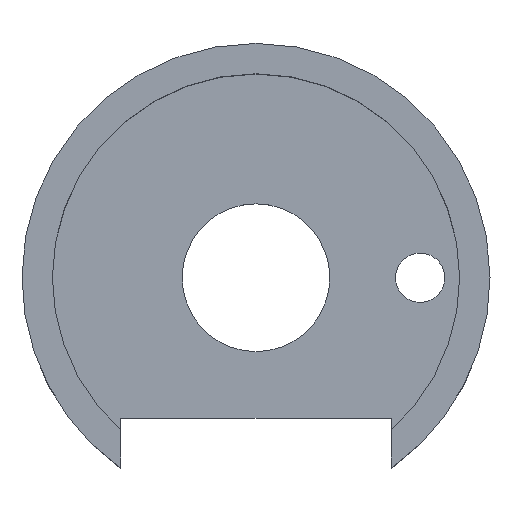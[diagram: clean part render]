
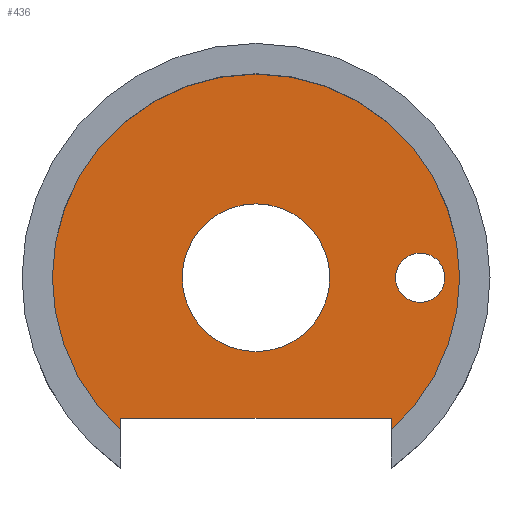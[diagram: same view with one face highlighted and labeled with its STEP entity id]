
A CAD part, top view. The second image highlights one B-rep face of the part: STEP entity #436.
In plain terms, the highlighted planar face has unit normal (0, 0, 1).
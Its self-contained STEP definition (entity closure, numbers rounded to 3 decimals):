
#1 = DIRECTION ( 'NONE',  ( 0., 0., -1. ) ) ;
#5 = ORIENTED_EDGE ( 'NONE', *, *, #463, .T. ) ;
#8 = DIRECTION ( 'NONE',  ( -1., 0., 0. ) ) ;
#16 = DIRECTION ( 'NONE',  ( 0., 0., 1. ) ) ;
#20 = CARTESIAN_POINT ( 'NONE',  ( 0., 0., 0. ) ) ;
#29 = AXIS2_PLACEMENT_3D ( 'NONE', #388, #585, #578 ) ;
#44 = VERTEX_POINT ( 'NONE', #242 ) ;
#45 = FACE_BOUND ( 'NONE', #310, .T. ) ;
#48 = VERTEX_POINT ( 'NONE', #58 ) ;
#54 = CARTESIAN_POINT ( 'NONE',  ( -12.4, 0., 0. ) ) ;
#55 = CARTESIAN_POINT ( 'NONE',  ( 0., 0., 0. ) ) ;
#58 = CARTESIAN_POINT ( 'NONE',  ( 4.5, 0., 0. ) ) ;
#60 = CIRCLE ( 'NONE', #111, 1.5 ) ;
#64 = DIRECTION ( 'NONE',  ( 0., 0., -1. ) ) ;
#65 = CARTESIAN_POINT ( 'NONE',  ( -8.25, -8.544, 0. ) ) ;
#74 = CIRCLE ( 'NONE', #29, 12.4 ) ;
#76 = EDGE_CURVE ( 'NONE', #319, #44, #97, .T. ) ;
#77 = VERTEX_POINT ( 'NONE', #239 ) ;
#78 = FACE_BOUND ( 'NONE', #438, .T. ) ;
#87 = ORIENTED_EDGE ( 'NONE', *, *, #282, .T. ) ;
#92 = CIRCLE ( 'NONE', #429, 12.4 ) ;
#97 = LINE ( 'NONE', #513, #334 ) ;
#111 = AXIS2_PLACEMENT_3D ( 'NONE', #232, #556, #8 ) ;
#115 = EDGE_CURVE ( 'NONE', #137, #544, #538, .T. ) ;
#129 = ORIENTED_EDGE ( 'NONE', *, *, #115, .T. ) ;
#137 = VERTEX_POINT ( 'NONE', #424 ) ;
#138 = LINE ( 'NONE', #554, #168 ) ;
#168 = VECTOR ( 'NONE', #368, 1000. ) ;
#171 = CARTESIAN_POINT ( 'NONE',  ( 8.25, -9.257, 0. ) ) ;
#180 = CIRCLE ( 'NONE', #324, 4.5 ) ;
#181 = DIRECTION ( 'NONE',  ( -1., 0., 0. ) ) ;
#183 = DIRECTION ( 'NONE',  ( 0., 0., 1. ) ) ;
#189 = EDGE_CURVE ( 'NONE', #77, #484, #236, .T. ) ;
#193 = CARTESIAN_POINT ( 'NONE',  ( -8.25, 0., 0. ) ) ;
#219 = VERTEX_POINT ( 'NONE', #440 ) ;
#223 = FACE_OUTER_BOUND ( 'NONE', #399, .T. ) ;
#230 = LINE ( 'NONE', #193, #355 ) ;
#232 = CARTESIAN_POINT ( 'NONE',  ( 10., 0., 0. ) ) ;
#236 = CIRCLE ( 'NONE', #450, 1.5 ) ;
#239 = CARTESIAN_POINT ( 'NONE',  ( 11.5, 0., 0. ) ) ;
#242 = CARTESIAN_POINT ( 'NONE',  ( 8.25, -8.544, 0. ) ) ;
#244 = DIRECTION ( 'NONE',  ( -1., 0., 0. ) ) ;
#257 = DIRECTION ( 'NONE',  ( -1., 0., 0. ) ) ;
#270 = CARTESIAN_POINT ( 'NONE',  ( 0., 0., 0. ) ) ;
#273 = AXIS2_PLACEMENT_3D ( 'NONE', #55, #16, #469 ) ;
#274 = AXIS2_PLACEMENT_3D ( 'NONE', #270, #1, #181 ) ;
#278 = CARTESIAN_POINT ( 'NONE',  ( -8.25, -9.257, 0. ) ) ;
#280 = DIRECTION ( 'NONE',  ( 1., 0., 0. ) ) ;
#282 = EDGE_CURVE ( 'NONE', #405, #137, #74, .T. ) ;
#293 = AXIS2_PLACEMENT_3D ( 'NONE', #20, #64, #244 ) ;
#297 = ORIENTED_EDGE ( 'NONE', *, *, #584, .T. ) ;
#309 = EDGE_CURVE ( 'NONE', #48, #219, #568, .T. ) ;
#310 = EDGE_LOOP ( 'NONE', ( #553, #297 ) ) ;
#313 = EDGE_CURVE ( 'NONE', #219, #48, #180, .T. ) ;
#319 = VERTEX_POINT ( 'NONE', #65 ) ;
#324 = AXIS2_PLACEMENT_3D ( 'NONE', #571, #525, #479 ) ;
#334 = VECTOR ( 'NONE', #280, 1000. ) ;
#341 = ORIENTED_EDGE ( 'NONE', *, *, #309, .T. ) ;
#355 = VECTOR ( 'NONE', #422, 1000. ) ;
#366 = CARTESIAN_POINT ( 'NONE',  ( 8.5, 0., 0. ) ) ;
#368 = DIRECTION ( 'NONE',  ( 0., -1., 0. ) ) ;
#373 = CARTESIAN_POINT ( 'NONE',  ( 0., 0., 0. ) ) ;
#376 = DIRECTION ( 'NONE',  ( 1., 0., 0. ) ) ;
#388 = CARTESIAN_POINT ( 'NONE',  ( 0., 0., 0. ) ) ;
#398 = DIRECTION ( 'NONE',  ( 0., 0., -1. ) ) ;
#399 = EDGE_LOOP ( 'NONE', ( #546, #5, #87, #129, #572, #583 ) ) ;
#405 = VERTEX_POINT ( 'NONE', #171 ) ;
#411 = PLANE ( 'NONE',  #274 ) ;
#422 = DIRECTION ( 'NONE',  ( 0., 1., 0. ) ) ;
#424 = CARTESIAN_POINT ( 'NONE',  ( 12.4, 0., 0. ) ) ;
#429 = AXIS2_PLACEMENT_3D ( 'NONE', #373, #183, #376 ) ;
#436 = ADVANCED_FACE ( 'NONE', ( #78, #45, #223 ), #411, .F. ) ;
#438 = EDGE_LOOP ( 'NONE', ( #341, #589 ) ) ;
#440 = CARTESIAN_POINT ( 'NONE',  ( -4.5, 0., 0. ) ) ;
#450 = AXIS2_PLACEMENT_3D ( 'NONE', #486, #398, #257 ) ;
#454 = EDGE_CURVE ( 'NONE', #526, #319, #230, .T. ) ;
#458 = EDGE_CURVE ( 'NONE', #544, #526, #92, .T. ) ;
#463 = EDGE_CURVE ( 'NONE', #44, #405, #138, .T. ) ;
#469 = DIRECTION ( 'NONE',  ( 1., 0., 0. ) ) ;
#479 = DIRECTION ( 'NONE',  ( -1., 0., 0. ) ) ;
#484 = VERTEX_POINT ( 'NONE', #366 ) ;
#486 = CARTESIAN_POINT ( 'NONE',  ( 10., 0., 0. ) ) ;
#513 = CARTESIAN_POINT ( 'NONE',  ( 0., -8.544, 0. ) ) ;
#525 = DIRECTION ( 'NONE',  ( 0., 0., -1. ) ) ;
#526 = VERTEX_POINT ( 'NONE', #278 ) ;
#538 = CIRCLE ( 'NONE', #273, 12.4 ) ;
#544 = VERTEX_POINT ( 'NONE', #54 ) ;
#546 = ORIENTED_EDGE ( 'NONE', *, *, #76, .T. ) ;
#553 = ORIENTED_EDGE ( 'NONE', *, *, #189, .T. ) ;
#554 = CARTESIAN_POINT ( 'NONE',  ( 8.25, 0., 0. ) ) ;
#556 = DIRECTION ( 'NONE',  ( 0., 0., -1. ) ) ;
#568 = CIRCLE ( 'NONE', #293, 4.5 ) ;
#571 = CARTESIAN_POINT ( 'NONE',  ( 0., 0., 0. ) ) ;
#572 = ORIENTED_EDGE ( 'NONE', *, *, #458, .T. ) ;
#578 = DIRECTION ( 'NONE',  ( 1., 0., 0. ) ) ;
#583 = ORIENTED_EDGE ( 'NONE', *, *, #454, .T. ) ;
#584 = EDGE_CURVE ( 'NONE', #484, #77, #60, .T. ) ;
#585 = DIRECTION ( 'NONE',  ( 0., 0., 1. ) ) ;
#589 = ORIENTED_EDGE ( 'NONE', *, *, #313, .T. ) ;
